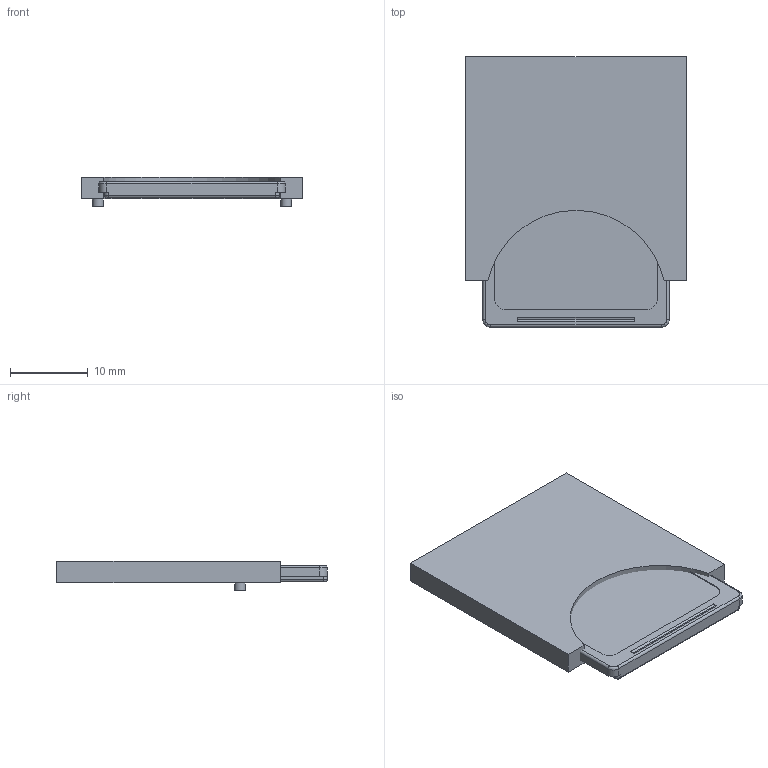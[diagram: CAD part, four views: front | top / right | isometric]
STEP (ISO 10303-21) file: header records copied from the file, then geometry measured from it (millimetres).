
FILE_DESCRIPTION(('FreeCAD Model'),'2;1');
FILE_NAME('mup-m015.step', '2021-09-03T23:52:01',('Author'),(''), 'Open CASCADE STEP processor 7.3','FreeCAD','Unknown');
FILE_SCHEMA(('AUTOMOTIVE_DESIGN { 1 0 10303 214 1 1 1 1 }'));
Length unit declared in the file: millimetre
Products named in the file (4): Body; ???????????_????????????_1; ???????????_????????????_2; User_Library-sd_card
Bounding box: 28.44 x 34.8 x 3.8 mm (x, y, z)
Volume: 3273.8 mm3; surface area: 3514.6 mm2
Topology: 4 solids, 4 shells, 199 faces, 498 edges, 322 vertices
Faces by surface type: plane 145, cylinder 37, bspline 8, revolution 5, torus 4
Full cylindrical faces by diameter (mm): 1.4 x2
Entity records: 14316 total; most frequent: CARTESIAN_POINT 2900, DIRECTION 1850, LINE 1297, VECTOR 1297, ORIENTED_EDGE 996, PCURVE 996, DEFINITIONAL_REPRESENTATION 996, EDGE_CURVE 498
